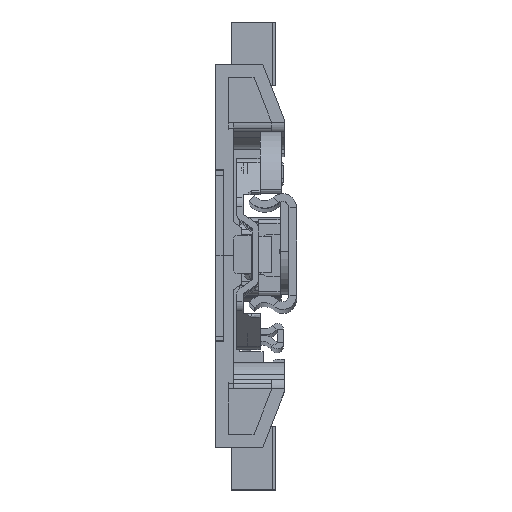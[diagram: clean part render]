
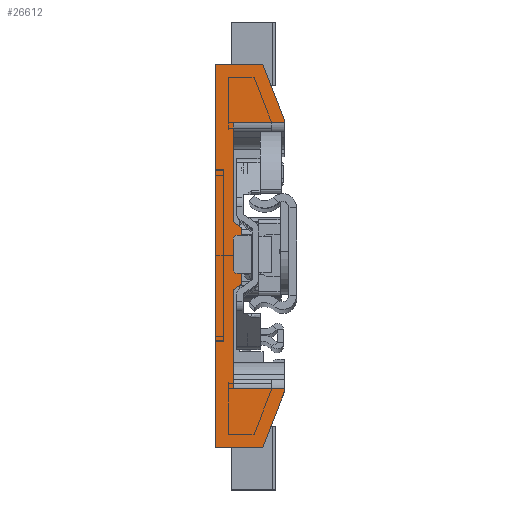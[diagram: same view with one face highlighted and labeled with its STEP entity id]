
A CAD part, top view. The second image highlights one B-rep face of the part: STEP entity #26612.
In plain terms, the highlighted face is planar.
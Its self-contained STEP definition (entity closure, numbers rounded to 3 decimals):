
#255 = LINE ( 'NONE', #16115, #17816 ) ;
#654 = EDGE_CURVE ( 'NONE', #11841, #27816, #6925, .T. ) ;
#1368 = EDGE_CURVE ( 'NONE', #11221, #11841, #24083, .T. ) ;
#1426 = VERTEX_POINT ( 'NONE', #15160 ) ;
#3243 = ORIENTED_EDGE ( 'NONE', *, *, #16930, .T. ) ;
#3381 = DIRECTION ( 'NONE',  ( 0.574, -0.819, 0. ) ) ;
#3607 = LINE ( 'NONE', #22666, #28378 ) ;
#3781 = VERTEX_POINT ( 'NONE', #34710 ) ;
#4076 = EDGE_CURVE ( 'NONE', #3781, #23064, #20201, .T. ) ;
#4303 = CARTESIAN_POINT ( 'NONE',  ( 82., 16.2, -30. ) ) ;
#4500 = CARTESIAN_POINT ( 'NONE',  ( 58., 4.2, -30. ) ) ;
#4785 = DIRECTION ( 'NONE',  ( 0., -1., 0. ) ) ;
#4914 = CARTESIAN_POINT ( 'NONE',  ( 18.757, 16.2, -30. ) ) ;
#5075 = CARTESIAN_POINT ( 'NONE',  ( 73., 4.2, -30. ) ) ;
#5354 = DIRECTION ( 'NONE',  ( 1., 0., 0. ) ) ;
#5614 = LINE ( 'NONE', #34749, #34179 ) ;
#6481 = VECTOR ( 'NONE', #12402, 1000. ) ;
#6626 = DIRECTION ( 'NONE',  ( 0., 1., 0. ) ) ;
#6721 = ORIENTED_EDGE ( 'NONE', *, *, #13915, .T. ) ;
#6925 = LINE ( 'NONE', #17682, #6481 ) ;
#6943 = DIRECTION ( 'NONE',  ( 0.932, -0.362, 0. ) ) ;
#7892 = LINE ( 'NONE', #5075, #15367 ) ;
#8028 = CARTESIAN_POINT ( 'NONE',  ( 81.243, 4.2, -30. ) ) ;
#8054 = DIRECTION ( 'NONE',  ( 1., 0., 0. ) ) ;
#8060 = DIRECTION ( 'NONE',  ( 0., 0., -1. ) ) ;
#8178 = CARTESIAN_POINT ( 'NONE',  ( 0., 16.2, -30. ) ) ;
#8201 = CARTESIAN_POINT ( 'NONE',  ( 5., 11.144, -30. ) ) ;
#8249 = EDGE_CURVE ( 'NONE', #27816, #16921, #14044, .T. ) ;
#8446 = CARTESIAN_POINT ( 'NONE',  ( 18., 16.2, -30. ) ) ;
#9430 = CARTESIAN_POINT ( 'NONE',  ( 81.243, 11.1, -30. ) ) ;
#9585 = EDGE_CURVE ( 'NONE', #29507, #26061, #12063, .T. ) ;
#9651 = ORIENTED_EDGE ( 'NONE', *, *, #23085, .F. ) ;
#9887 = EDGE_CURVE ( 'NONE', #16921, #14675, #255, .T. ) ;
#10054 = CARTESIAN_POINT ( 'NONE',  ( 42., 4.2, -30. ) ) ;
#10208 = LINE ( 'NONE', #34417, #29953 ) ;
#11221 = VERTEX_POINT ( 'NONE', #19483 ) ;
#11228 = EDGE_CURVE ( 'NONE', #16597, #11221, #3607, .T. ) ;
#11484 = ORIENTED_EDGE ( 'NONE', *, *, #9585, .T. ) ;
#11841 = VERTEX_POINT ( 'NONE', #8446 ) ;
#12063 = LINE ( 'NONE', #9430, #25694 ) ;
#12306 = ORIENTED_EDGE ( 'NONE', *, *, #9887, .T. ) ;
#12402 = DIRECTION ( 'NONE',  ( 1., 0., 0. ) ) ;
#12595 = ORIENTED_EDGE ( 'NONE', *, *, #31372, .T. ) ;
#12664 = DIRECTION ( 'NONE',  ( -1., 0., 0. ) ) ;
#12787 = VECTOR ( 'NONE', #3381, 1000. ) ;
#13084 = CARTESIAN_POINT ( 'NONE',  ( 5., 0., -30. ) ) ;
#13203 = DIRECTION ( 'NONE',  ( 1., 0., 0. ) ) ;
#13821 = VERTEX_POINT ( 'NONE', #4500 ) ;
#13865 = CARTESIAN_POINT ( 'NONE',  ( 18.757, 11.1, -30. ) ) ;
#13884 = VERTEX_POINT ( 'NONE', #26551 ) ;
#13915 = EDGE_CURVE ( 'NONE', #14675, #22248, #16643, .T. ) ;
#14044 = LINE ( 'NONE', #13865, #32496 ) ;
#14675 = VERTEX_POINT ( 'NONE', #10054 ) ;
#15140 = ORIENTED_EDGE ( 'NONE', *, *, #16216, .T. ) ;
#15160 = CARTESIAN_POINT ( 'NONE',  ( 56.6, 6.2, -30. ) ) ;
#15367 = VECTOR ( 'NONE', #8054, 1000. ) ;
#15424 = CARTESIAN_POINT ( 'NONE',  ( 81.243, 16.2, -30. ) ) ;
#15895 = LINE ( 'NONE', #18189, #33673 ) ;
#16115 = CARTESIAN_POINT ( 'NONE',  ( 73., 4.2, -30. ) ) ;
#16216 = EDGE_CURVE ( 'NONE', #26061, #3781, #24596, .T. ) ;
#16572 = CARTESIAN_POINT ( 'NONE',  ( 43.4, 6.2, -30. ) ) ;
#16597 = VERTEX_POINT ( 'NONE', #13084 ) ;
#16643 = LINE ( 'NONE', #29746, #30711 ) ;
#16676 = VECTOR ( 'NONE', #21609, 1000. ) ;
#16921 = VERTEX_POINT ( 'NONE', #25587 ) ;
#16930 = EDGE_CURVE ( 'NONE', #22248, #1426, #10208, .T. ) ;
#17682 = CARTESIAN_POINT ( 'NONE',  ( 0., 16.2, -30. ) ) ;
#17816 = VECTOR ( 'NONE', #5354, 1000. ) ;
#18189 = CARTESIAN_POINT ( 'NONE',  ( 95., 11.1, -30. ) ) ;
#18485 = FACE_OUTER_BOUND ( 'NONE', #25028, .T. ) ;
#18699 = EDGE_CURVE ( 'NONE', #13821, #29507, #7892, .T. ) ;
#18756 = DIRECTION ( 'NONE',  ( 0.574, 0.819, 0. ) ) ;
#18831 = CARTESIAN_POINT ( 'NONE',  ( 95., 11.144, -30. ) ) ;
#19417 = LINE ( 'NONE', #30215, #12787 ) ;
#19483 = CARTESIAN_POINT ( 'NONE',  ( 5., 11.144, -30. ) ) ;
#19891 = ORIENTED_EDGE ( 'NONE', *, *, #11228, .T. ) ;
#20201 = LINE ( 'NONE', #4303, #31520 ) ;
#21432 = ORIENTED_EDGE ( 'NONE', *, *, #25456, .T. ) ;
#21609 = DIRECTION ( 'NONE',  ( 0.932, 0.362, 0. ) ) ;
#22248 = VERTEX_POINT ( 'NONE', #16572 ) ;
#22666 = CARTESIAN_POINT ( 'NONE',  ( 5., 11.1, -30. ) ) ;
#23064 = VERTEX_POINT ( 'NONE', #18831 ) ;
#23085 = EDGE_CURVE ( 'NONE', #16597, #13884, #5614, .T. ) ;
#23463 = DIRECTION ( 'NONE',  ( 1., 0., 0. ) ) ;
#23774 = CARTESIAN_POINT ( 'NONE',  ( 73., 11.1, -30. ) ) ;
#23943 = PLANE ( 'NONE',  #24150 ) ;
#24067 = ORIENTED_EDGE ( 'NONE', *, *, #654, .T. ) ;
#24083 = LINE ( 'NONE', #8201, #16676 ) ;
#24150 = AXIS2_PLACEMENT_3D ( 'NONE', #23774, #8060, #12664 ) ;
#24596 = LINE ( 'NONE', #8178, #29719 ) ;
#25028 = EDGE_LOOP ( 'NONE', ( #33812, #21432, #9651, #19891, #31512, #24067, #28986, #12306, #6721, #3243, #12595, #27080, #11484, #15140 ) ) ;
#25456 = EDGE_CURVE ( 'NONE', #23064, #13884, #15895, .T. ) ;
#25587 = CARTESIAN_POINT ( 'NONE',  ( 18.757, 4.2, -30. ) ) ;
#25694 = VECTOR ( 'NONE', #6626, 1000. ) ;
#26061 = VERTEX_POINT ( 'NONE', #15424 ) ;
#26551 = CARTESIAN_POINT ( 'NONE',  ( 95., 0., -30. ) ) ;
#26612 = ADVANCED_FACE ( 'NONE', ( #18485 ), #23943, .T. ) ;
#26931 = DIRECTION ( 'NONE',  ( 0., -1., 0. ) ) ;
#27080 = ORIENTED_EDGE ( 'NONE', *, *, #18699, .T. ) ;
#27816 = VERTEX_POINT ( 'NONE', #4914 ) ;
#28378 = VECTOR ( 'NONE', #33446, 1000. ) ;
#28986 = ORIENTED_EDGE ( 'NONE', *, *, #8249, .T. ) ;
#29507 = VERTEX_POINT ( 'NONE', #8028 ) ;
#29719 = VECTOR ( 'NONE', #29741, 1000. ) ;
#29741 = DIRECTION ( 'NONE',  ( 1., 0., 0. ) ) ;
#29746 = CARTESIAN_POINT ( 'NONE',  ( 42., 4.2, -30. ) ) ;
#29953 = VECTOR ( 'NONE', #23463, 1000. ) ;
#30215 = CARTESIAN_POINT ( 'NONE',  ( 56.6, 6.2, -30. ) ) ;
#30711 = VECTOR ( 'NONE', #18756, 1000. ) ;
#31372 = EDGE_CURVE ( 'NONE', #1426, #13821, #19417, .T. ) ;
#31512 = ORIENTED_EDGE ( 'NONE', *, *, #1368, .T. ) ;
#31520 = VECTOR ( 'NONE', #6943, 1000. ) ;
#32496 = VECTOR ( 'NONE', #26931, 1000. ) ;
#33446 = DIRECTION ( 'NONE',  ( 0., 1., 0. ) ) ;
#33673 = VECTOR ( 'NONE', #4785, 1000. ) ;
#33812 = ORIENTED_EDGE ( 'NONE', *, *, #4076, .T. ) ;
#34179 = VECTOR ( 'NONE', #13203, 1000. ) ;
#34417 = CARTESIAN_POINT ( 'NONE',  ( 73., 6.2, -30. ) ) ;
#34710 = CARTESIAN_POINT ( 'NONE',  ( 82., 16.2, -30. ) ) ;
#34749 = CARTESIAN_POINT ( 'NONE',  ( 0., 0., -30. ) ) ;
